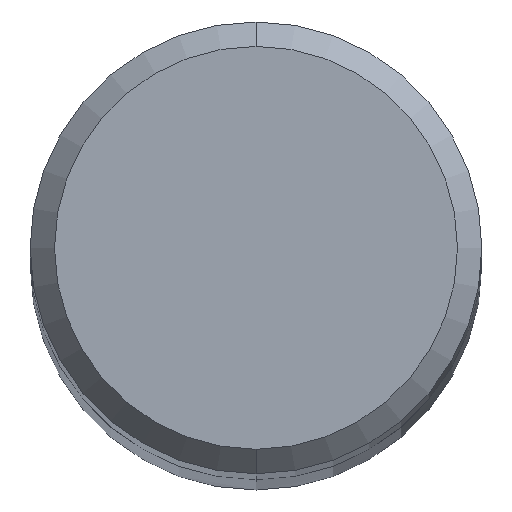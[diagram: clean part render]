
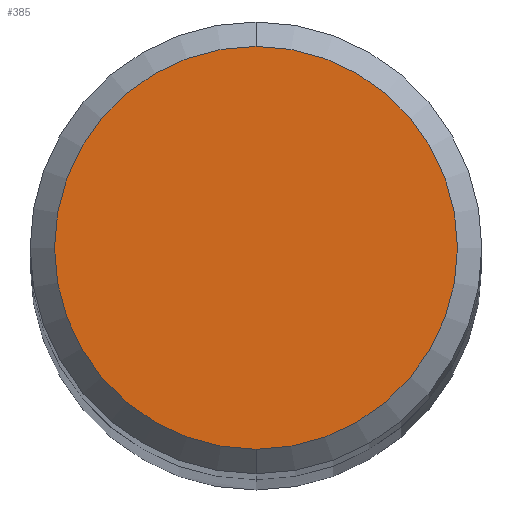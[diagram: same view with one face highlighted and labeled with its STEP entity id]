
A CAD part, top view. The second image highlights one B-rep face of the part: STEP entity #385.
In plain terms, the highlighted planar face has unit normal (0, 0, 1).
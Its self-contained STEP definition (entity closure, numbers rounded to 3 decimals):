
#211=VERTEX_POINT('',#473);
#217=EDGE_CURVE('',#211,#337,#481,.T.);
#243=EDGE_CURVE('',#337,#211,#514,.T.);
#337=VERTEX_POINT('',#615);
#385=ADVANCED_FACE('',(#666),#667,.T.);
#473=CARTESIAN_POINT('',(0.,-3.3,53.0));
#481=CIRCLE('',#820,3.3);
#514=CIRCLE('',#886,3.3);
#615=CARTESIAN_POINT('',(0.0,3.3,53.0));
#666=FACE_OUTER_BOUND('',#1259,.T.);
#667=PLANE('',#1260);
#820=AXIS2_PLACEMENT_3D('',#1336,#1337,#1338);
#886=AXIS2_PLACEMENT_3D('',#1407,#1408,#1409);
#1259=EDGE_LOOP('',(#1546,#1547));
#1260=AXIS2_PLACEMENT_3D('',#1548,#1549,#1550);
#1336=CARTESIAN_POINT('',(0.0,0.0,53.0));
#1337=DIRECTION('',(0.0,0.0,-1.0));
#1338=DIRECTION('',(0.0,1.0,0.0));
#1407=CARTESIAN_POINT('',(0.0,0.0,53.0));
#1408=DIRECTION('',(0.0,0.0,-1.0));
#1409=DIRECTION('',(0.0,1.0,0.0));
#1546=ORIENTED_EDGE('',*,*,#243,.F.);
#1547=ORIENTED_EDGE('',*,*,#217,.F.);
#1548=CARTESIAN_POINT('',(0.0,1.65,53.0));
#1549=DIRECTION('',(0.0,0.0,1.0));
#1550=DIRECTION('',(0.0,-1.0,0.0));
